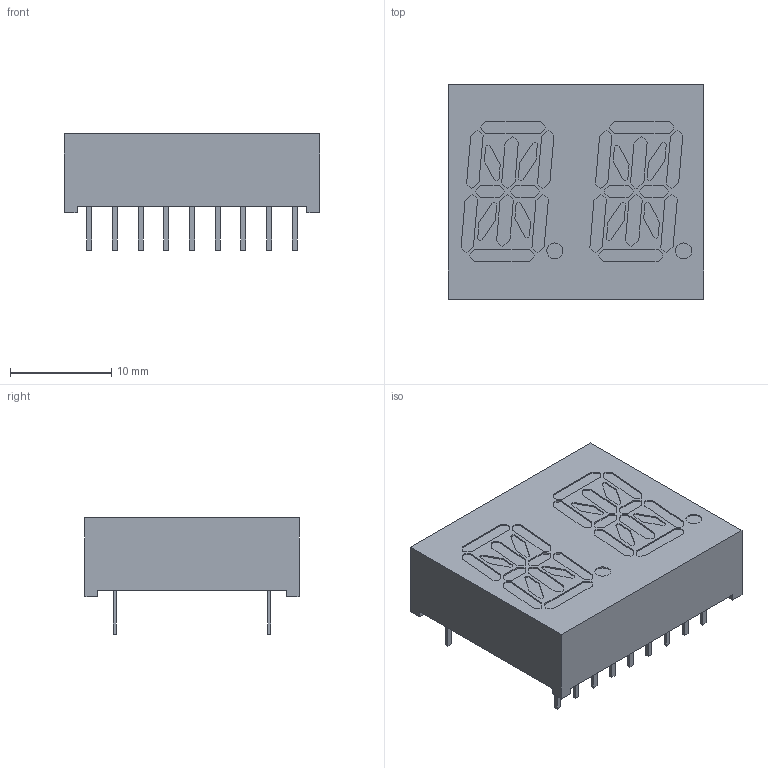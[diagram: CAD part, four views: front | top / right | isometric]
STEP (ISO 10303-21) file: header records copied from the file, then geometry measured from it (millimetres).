
FILE_DESCRIPTION(/* description */ ('STEP AP242','CAx-IF Rec.Pracs.---Representation and Presentation of Product Manufacturing Information (PMI)---4.0---2014-10-13','CAx-IF Rec.Pracs.---3D Tessellated Geometry---0.4---2014-09-14','2;1'),/* implementation_level */ '2;1');
FILE_NAME(/* name */ '6429e991442266269c0660d6',/* time_stamp */ '2023-04-02T20:46:10+00:00',/* author */ (''),/* organization */ (''),/* preprocessor_version */ 'ST-DEVELOPER v18.102',/* originating_system */ ' ',/* authorisation */ ' ');
FILE_SCHEMA (('AP242_MANAGED_MODEL_BASED_3D_ENGINEERING_MIM_LF { 1 0 10303 442 1 1 4 }'));
Length unit declared in the file: metre
Products named in the file (1): Part 1
Bounding box: 25.22 x 21.16 x 11.51 mm (x, y, z)
Volume: 3820 mm3; surface area: 1910.9 mm2
Topology: 1 solids, 1 shells, 482 faces, 1296 edges, 864 vertices
Faces by surface type: plane 482
Entity records: 18167 total; most frequent: CARTESIAN_POINT 2667, ORIENTED_EDGE 2592, DIRECTION 2254, EDGE_CURVE 1296, LINE 1288, VECTOR 1288, VERTEX_POINT 864, EDGE_LOOP 530
